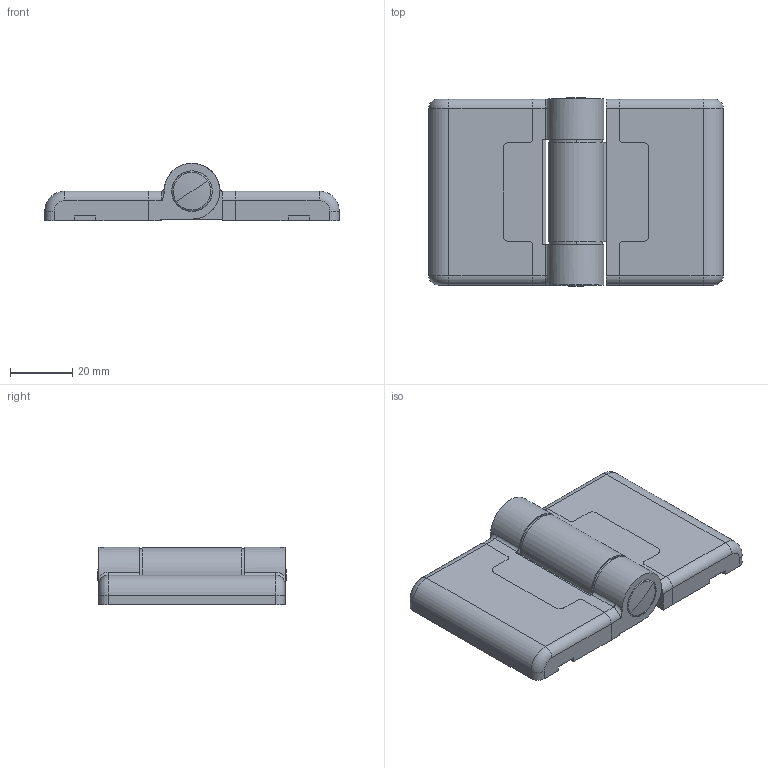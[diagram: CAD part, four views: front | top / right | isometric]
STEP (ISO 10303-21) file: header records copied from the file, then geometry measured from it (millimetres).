
FILE_DESCRIPTION (( 'STEP AP203' ), '1' );
FILE_NAME ('B-177-2.STEP', '2018-02-26T06:32:07', ( '' ), ( '' ), 'SwSTEP 2.0', 'SolidWorks 2014', '' );
FILE_SCHEMA (( 'CONFIG_CONTROL_DESIGN' ));
Length unit declared in the file: millimetre
Products named in the file (8): B-177-2_エンドキャップ; B-177-2_ワッシャー; B-177-2_ヒンジA; B-177-2_キャップ.SLDPRT; B-177-2; B-177-2_僸儞僕B.SLDPRT; B-177-2_ばね押さえ; B-177-2_軸
Assembly tree (10 placements, depth 2):
  B-177-2
    B-177-2_軸
    B-177-2_ヒンジA
    B-177-2_僸儞僕B.SLDPRT
    B-177-2_エンドキャップ  x2
    B-177-2_キャップ.SLDPRT  x2
    B-177-2_ばね押さえ
    B-177-2_ワッシャー  x2
Bounding box: 95 x 60.85 x 18.48 mm (x, y, z)
Volume: 41499.2 mm3; surface area: 36323 mm2
Topology: 10 solids, 10 shells, 438 faces, 1169 edges, 752 vertices
Faces by surface type: plane 222, cylinder 156, torus 38, bspline 16, sphere 6
Entity records: 13417 total; most frequent: CARTESIAN_POINT 2833, ORIENTED_EDGE 2050, DIRECTION 2015, EDGE_CURVE 1025, AXIS2_PLACEMENT_3D 681, VERTEX_POINT 663, LINE 653, VECTOR 653
